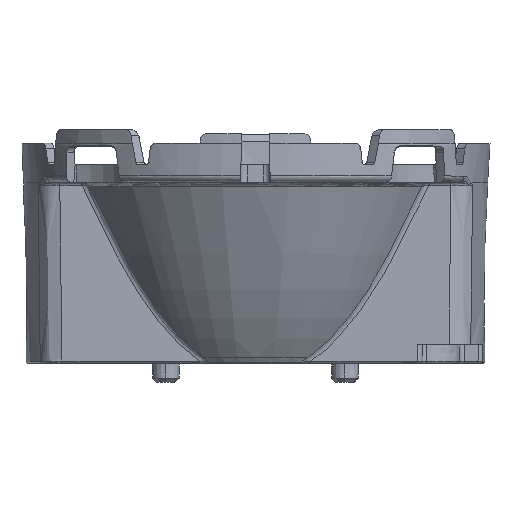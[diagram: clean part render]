
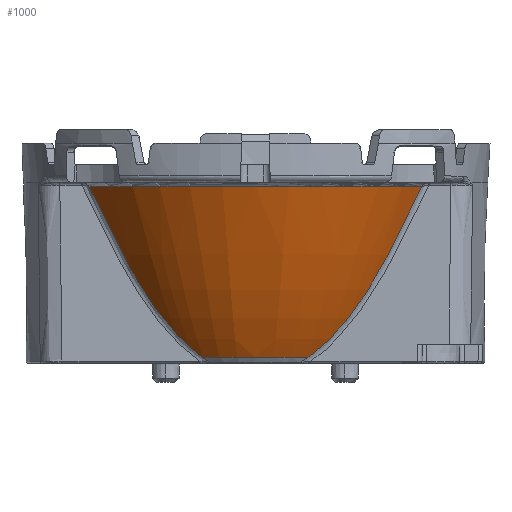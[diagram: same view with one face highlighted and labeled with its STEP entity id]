
A CAD part, top view. The second image highlights one B-rep face of the part: STEP entity #1000.
In plain terms, the highlighted face is a revolution surface.
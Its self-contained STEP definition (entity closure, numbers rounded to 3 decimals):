
#1000=ADVANCED_FACE('',(#2605),#2606,.T.);
#2605=FACE_OUTER_BOUND('',#9827,.T.);
#2606=SURFACE_OF_REVOLUTION('',#9828,#9829);
#9827=EDGE_LOOP('',(#29883,#29884,#29885,#29886,#29887));
#9828=B_SPLINE_CURVE_WITH_KNOTS('',3,(#29888,#29889,#29890,#29891,#29892,#29893,#29894,#29895,#29896,#29897,#29898),.UNSPECIFIED.,.F.,.F.,(4,1,1,1,1,1,1,1,4),(0.0,0.01,0.181,0.376,0.496,0.616,0.736,0.856,1.0),.UNSPECIFIED.);
#9829=AXIS1_PLACEMENT('',#29899,#29900);
#29883=ORIENTED_EDGE('',*,*,#36220,.T.);
#29884=ORIENTED_EDGE('',*,*,#36221,.T.);
#29885=ORIENTED_EDGE('',*,*,#36222,.T.);
#29886=ORIENTED_EDGE('',*,*,#36223,.T.);
#29887=ORIENTED_EDGE('',*,*,#36224,.T.);
#29888=CARTESIAN_POINT('',(0.0,-0.201,8.001));
#29889=CARTESIAN_POINT('',(0.0,-0.163,8.028));
#29890=CARTESIAN_POINT('',(0.0,0.553,8.542));
#29891=CARTESIAN_POINT('',(0.0,2.089,9.537));
#29892=CARTESIAN_POINT('',(0.0,4.153,10.655));
#29893=CARTESIAN_POINT('',(0.0,6.029,11.556));
#29894=CARTESIAN_POINT('',(0.0,7.58,12.253));
#29895=CARTESIAN_POINT('',(0.0,9.136,12.92));
#29896=CARTESIAN_POINT('',(0.0,10.806,13.619));
#29897=CARTESIAN_POINT('',(0.0,11.954,14.095));
#29898=CARTESIAN_POINT('',(0.0,12.581,14.355));
#29899=CARTESIAN_POINT('',(0.0,7.74,0.0));
#29900=DIRECTION('',(-0.0,1.0,-0.0));
#36220=EDGE_CURVE('',#39405,#39406,#39407,.T.);
#36221=EDGE_CURVE('',#39406,#39408,#39409,.T.);
#36222=EDGE_CURVE('',#39408,#39410,#39411,.T.);
#36223=EDGE_CURVE('',#39410,#39412,#39413,.T.);
#36224=EDGE_CURVE('',#39412,#39405,#39414,.T.);
#39405=VERTEX_POINT('',#46186);
#39406=VERTEX_POINT('',#46187);
#39407=B_SPLINE_CURVE_WITH_KNOTS('',3,(#46188,#46189,#46190,#46191,#46192,#46193,#46194,#46195,#46196,#46197,#46198,#46199,#46200,#46201,#46202,#46203),.UNSPECIFIED.,.F.,.F.,(4,1,1,1,1,1,1,1,1,1,1,1,1,4),(0.0,0.02,0.041,0.062,0.092,0.123,0.183,0.246,0.37,0.496,0.621,0.747,0.867,1.0),.UNSPECIFIED.);
#39408=VERTEX_POINT('',#46204);
#39409=CIRCLE('',#46205,14.301);
#39410=VERTEX_POINT('',#46206);
#39411=CIRCLE('',#46207,14.301);
#39412=VERTEX_POINT('',#46208);
#39413=B_SPLINE_CURVE_WITH_KNOTS('',3,(#46209,#46210,#46211,#46212,#46213,#46214,#46215,#46216,#46217,#46218,#46219,#46220,#46221,#46222,#46223,#46224,#46225,#46226,#46227,#46228,#46229,#46230,#46231,#46232,#46233,#46234),.UNSPECIFIED.,.F.,.F.,(4,1,1,1,1,1,1,1,1,1,1,1,1,1,1,1,1,1,1,1,1,1,1,4),(0.,0.01,0.043,0.11,0.177,0.244,0.311,0.378,0.445,0.479,0.512,0.579,0.646,0.713,0.78,0.847,0.881,0.897,0.914,0.948,0.981,0.998,1.,1.0),.UNSPECIFIED.);
#39414=CIRCLE('',#46235,8.083);
#46186=CARTESIAN_POINT('',(3.862,-0.087,7.101));
#46187=CARTESIAN_POINT('',(12.214,12.452,7.439));
#46188=CARTESIAN_POINT('',(3.862,-0.086,7.101));
#46189=CARTESIAN_POINT('',(3.946,-0.026,7.103));
#46190=CARTESIAN_POINT('',(4.115,0.095,7.108));
#46191=CARTESIAN_POINT('',(4.363,0.286,7.114));
#46192=CARTESIAN_POINT('',(4.645,0.516,7.122));
#46193=CARTESIAN_POINT('',(4.96,0.79,7.131));
#46194=CARTESIAN_POINT('',(5.408,1.209,7.145));
#46195=CARTESIAN_POINT('',(5.953,1.771,7.163));
#46196=CARTESIAN_POINT('',(6.773,2.721,7.191));
#46197=CARTESIAN_POINT('',(7.721,3.999,7.227));
#46198=CARTESIAN_POINT('',(8.737,5.609,7.27));
#46199=CARTESIAN_POINT('',(9.671,7.278,7.313));
#46200=CARTESIAN_POINT('',(10.533,8.954,7.354));
#46201=CARTESIAN_POINT('',(11.377,10.681,7.397));
#46202=CARTESIAN_POINT('',(11.926,11.842,7.424));
#46203=CARTESIAN_POINT('',(12.214,12.452,7.439));
#46204=CARTESIAN_POINT('',(0.0,12.452,14.301));
#46205=AXIS2_PLACEMENT_3D('',#55404,#55405,#55406);
#46206=CARTESIAN_POINT('',(-12.214,12.452,7.439));
#46207=AXIS2_PLACEMENT_3D('',#55407,#55408,#55409);
#46208=CARTESIAN_POINT('',(-3.861,-0.087,7.101));
#46209=CARTESIAN_POINT('',(-12.214,12.452,7.439));
#46210=CARTESIAN_POINT('',(-12.193,12.407,7.438));
#46211=CARTESIAN_POINT('',(-12.099,12.206,7.433));
#46212=CARTESIAN_POINT('',(-11.857,11.694,7.421));
#46213=CARTESIAN_POINT('',(-11.487,10.917,7.402));
#46214=CARTESIAN_POINT('',(-11.038,9.988,7.38));
#46215=CARTESIAN_POINT('',(-10.583,9.064,7.357));
#46216=CARTESIAN_POINT('',(-10.117,8.146,7.334));
#46217=CARTESIAN_POINT('',(-9.64,7.237,7.312));
#46218=CARTESIAN_POINT('',(-9.228,6.488,7.293));
#46219=CARTESIAN_POINT('',(-8.888,5.896,7.277));
#46220=CARTESIAN_POINT('',(-8.54,5.309,7.262));
#46221=CARTESIAN_POINT('',(-8.091,4.587,7.243));
#46222=CARTESIAN_POINT('',(-7.524,3.745,7.22));
#46223=CARTESIAN_POINT('',(-6.926,2.932,7.197));
#46224=CARTESIAN_POINT('',(-6.29,2.151,7.174));
#46225=CARTESIAN_POINT('',(-5.725,1.531,7.155));
#46226=CARTESIAN_POINT('',(-5.307,1.116,7.142));
#46227=CARTESIAN_POINT('',(-5.062,0.885,7.134));
#46228=CARTESIAN_POINT('',(-4.811,0.658,7.127));
#46229=CARTESIAN_POINT('',(-4.491,0.386,7.118));
#46230=CARTESIAN_POINT('',(-4.16,0.128,7.109));
#46231=CARTESIAN_POINT('',(-3.949,-0.025,7.103));
#46232=CARTESIAN_POINT('',(-3.871,-0.08,7.101));
#46233=CARTESIAN_POINT('',(-3.862,-0.086,7.101));
#46234=CARTESIAN_POINT('',(-3.862,-0.086,7.101));
#46235=AXIS2_PLACEMENT_3D('',#55410,#55411,#55412);
#55404=CARTESIAN_POINT('',(0.0,12.452,0.0));
#55405=DIRECTION('',(0.0,-1.0,0.0));
#55406=DIRECTION('',(0.854,0.0,0.52));
#55407=CARTESIAN_POINT('',(0.0,12.452,0.0));
#55408=DIRECTION('',(0.0,-1.0,0.0));
#55409=DIRECTION('',(0.0,0.0,1.0));
#55410=CARTESIAN_POINT('',(0.0,-0.087,0.0));
#55411=DIRECTION('',(0.0,1.0,0.0));
#55412=DIRECTION('',(-0.478,0.0,0.878));
